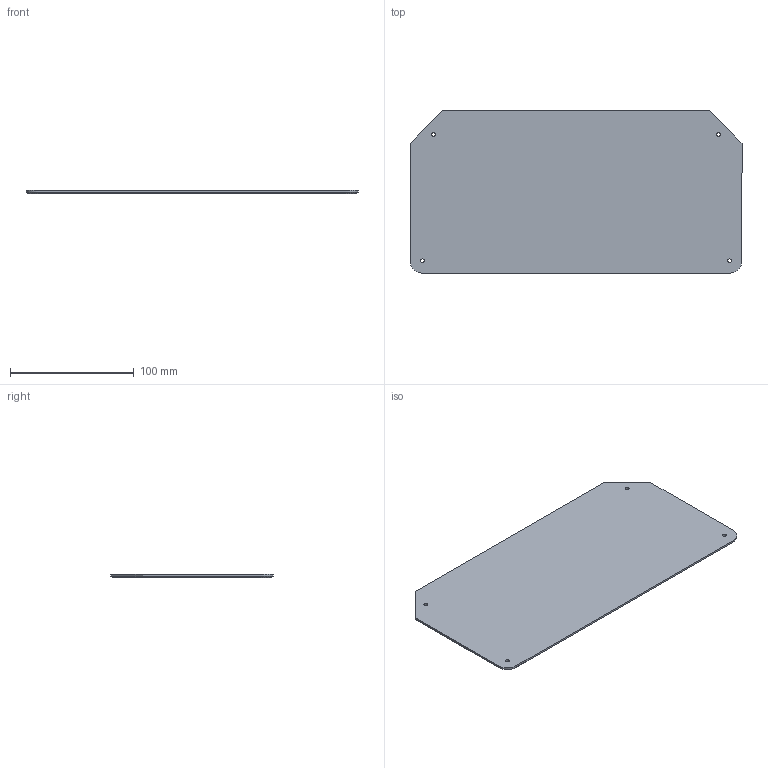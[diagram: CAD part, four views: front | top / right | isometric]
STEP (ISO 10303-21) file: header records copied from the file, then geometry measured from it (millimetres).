
FILE_DESCRIPTION (( 'STEP AP203' ), '1' );
FILE_NAME ('splitfox-bottom.STEP', '2025-03-10T23:01:26', ( '' ), ( '' ), 'SwSTEP 2.0', 'SolidWorks 2020', '' );
FILE_SCHEMA (( 'CONFIG_CONTROL_DESIGN' ));
Length unit declared in the file: millimetre
Products named in the file (1): splitfox-bottom
Bounding box: 267.76 x 130.95 x 2.5 mm (x, y, z)
Volume: 85412.4 mm3; surface area: 70177 mm2
Topology: 1 solids, 1 shells, 26 faces, 64 edges, 40 vertices
Faces by surface type: plane 14, cylinder 10, cone 2
Entity records: 859 total; most frequent: DIRECTION 140, CARTESIAN_POINT 131, ORIENTED_EDGE 128, EDGE_CURVE 64, AXIS2_PLACEMENT_3D 49, LINE 42, VECTOR 42, VERTEX_POINT 40
